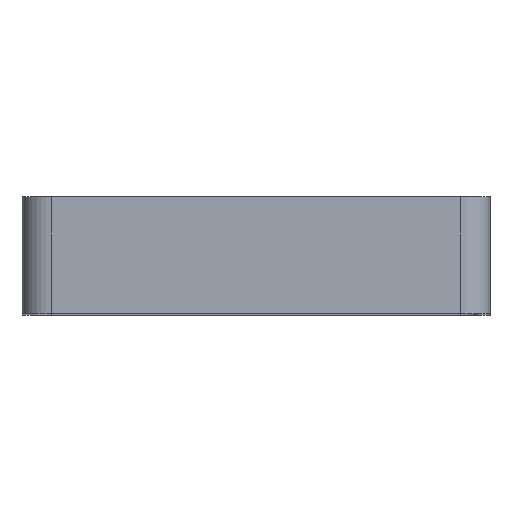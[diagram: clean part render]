
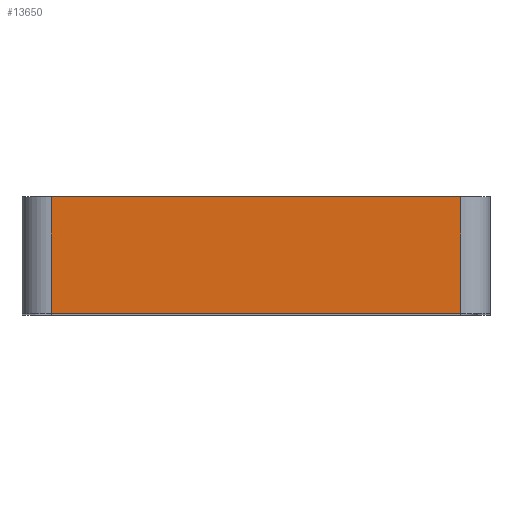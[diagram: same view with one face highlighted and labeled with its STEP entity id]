
A CAD part, top view. The second image highlights one B-rep face of the part: STEP entity #13650.
In plain terms, the highlighted planar face has unit normal (0, 0, 1).
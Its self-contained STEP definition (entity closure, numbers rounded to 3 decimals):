
#4762=ORIENTED_EDGE('',*,*,#5584,.F.);
#4763=ORIENTED_EDGE('',*,*,#6731,.F.);
#4764=ORIENTED_EDGE('',*,*,#5612,.F.);
#4765=ORIENTED_EDGE('',*,*,#6791,.T.);
#5584=EDGE_CURVE('',#7524,#7525,#8529,.T.);
#5612=EDGE_CURVE('',#7552,#7553,#8543,.T.);
#6731=EDGE_CURVE('',#7553,#7524,#9437,.F.);
#6791=EDGE_CURVE('',#7552,#7525,#9480,.F.);
#7524=VERTEX_POINT('',#20463);
#7525=VERTEX_POINT('',#20465);
#7552=VERTEX_POINT('',#20520);
#7553=VERTEX_POINT('',#20522);
#8529=LINE('',#20464,#9889);
#8543=LINE('',#20521,#9903);
#9437=LINE('',#22801,#10797);
#9480=LINE('',#22944,#10840);
#9889=VECTOR('',#16122,1000.);
#9903=VECTOR('',#16166,1000.);
#10797=VECTOR('',#18706,1000.);
#10840=VECTOR('',#18929,1000.);
#11680=EDGE_LOOP('',(#4762,#4763,#4764,#4765));
#12530=FACE_BOUND('',#11680,.T.);
#12944=PLANE('',#14972);
#13650=ADVANCED_FACE('',(#12530),#12944,.T.);
#14972=AXIS2_PLACEMENT_3D('',#22943,#18927,#18928);
#16122=DIRECTION('',(1.,0.,0.));
#16166=DIRECTION('',(-1.,0.,0.));
#18706=DIRECTION('',(0.,-1.,0.));
#18927=DIRECTION('',(0.,0.,1.));
#18928=DIRECTION('',(1.,0.,0.));
#18929=DIRECTION('',(0.,-1.,0.));
#20463=CARTESIAN_POINT('',(-22.5,10.,45.));
#20464=CARTESIAN_POINT('',(15.,10.,45.));
#20465=CARTESIAN_POINT('',(12.5,10.,45.));
#20520=CARTESIAN_POINT('',(12.5,0.,45.));
#20521=CARTESIAN_POINT('',(0.,0.,45.));
#20522=CARTESIAN_POINT('',(-22.5,0.,45.));
#22801=CARTESIAN_POINT('',(-22.5,10.,45.));
#22943=CARTESIAN_POINT('',(15.,10.,45.));
#22944=CARTESIAN_POINT('',(12.5,10.,45.));
